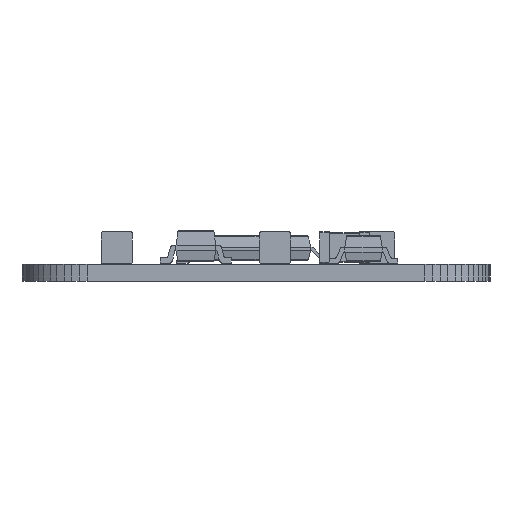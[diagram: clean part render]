
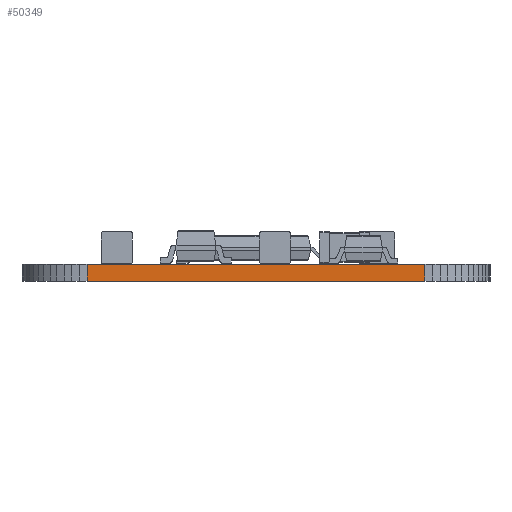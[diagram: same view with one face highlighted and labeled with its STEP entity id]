
A CAD part, front view. The second image highlights one B-rep face of the part: STEP entity #50349.
In plain terms, the highlighted planar face has unit normal (0, -1, 0).
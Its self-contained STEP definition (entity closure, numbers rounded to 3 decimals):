
#43678 = PLANE('',#43679);
#43679 = AXIS2_PLACEMENT_3D('',#43680,#43681,#43682);
#43680 = CARTESIAN_POINT('',(7.62,-13.819,0.68));
#43681 = DIRECTION('',(-0.,-0.,-1.));
#43682 = DIRECTION('',(-1.,0.,0.));
#43732 = PLANE('',#43733);
#43733 = AXIS2_PLACEMENT_3D('',#43734,#43735,#43736);
#43734 = CARTESIAN_POINT('',(7.62,-13.819,0.));
#43735 = DIRECTION('',(-0.,-0.,-1.));
#43736 = DIRECTION('',(-1.,0.,0.));
#44569 = VERTEX_POINT('',#44570);
#44570 = CARTESIAN_POINT('',(14.404,-30.554,0.));
#44584 = PLANE('',#44585);
#44585 = AXIS2_PLACEMENT_3D('',#44586,#44587,#44588);
#44586 = CARTESIAN_POINT('',(14.719,-30.535,0.));
#44587 = DIRECTION('',(0.06,-0.998,0.));
#44588 = DIRECTION('',(-0.998,-0.06,0.));
#44596 = EDGE_CURVE('',#44569,#44597,#44599,.T.);
#44597 = VERTEX_POINT('',#44598);
#44598 = CARTESIAN_POINT('',(0.836,-30.554,0.));
#44599 = SURFACE_CURVE('',#44600,(#44604,#44611),.PCURVE_S1.);
#44600 = LINE('',#44601,#44602);
#44601 = CARTESIAN_POINT('',(14.404,-30.554,0.));
#44602 = VECTOR('',#44603,1.);
#44603 = DIRECTION('',(-1.,0.,0.));
#44604 = PCURVE('',#43732,#44605);
#44605 = DEFINITIONAL_REPRESENTATION('',(#44606),#44610);
#44606 = LINE('',#44607,#44608);
#44607 = CARTESIAN_POINT('',(-6.784,-16.735));
#44608 = VECTOR('',#44609,1.);
#44609 = DIRECTION('',(1.,0.));
#44610 = ( GEOMETRIC_REPRESENTATION_CONTEXT(2) 
PARAMETRIC_REPRESENTATION_CONTEXT() REPRESENTATION_CONTEXT('2D SPACE',''
  ) );
#44611 = PCURVE('',#44612,#44617);
#44612 = PLANE('',#44613);
#44613 = AXIS2_PLACEMENT_3D('',#44614,#44615,#44616);
#44614 = CARTESIAN_POINT('',(14.404,-30.554,0.));
#44615 = DIRECTION('',(0.,-1.,0.));
#44616 = DIRECTION('',(-1.,0.,0.));
#44617 = DEFINITIONAL_REPRESENTATION('',(#44618),#44622);
#44618 = LINE('',#44619,#44620);
#44619 = CARTESIAN_POINT('',(0.,0.));
#44620 = VECTOR('',#44621,1.);
#44621 = DIRECTION('',(1.,0.));
#44622 = ( GEOMETRIC_REPRESENTATION_CONTEXT(2) 
PARAMETRIC_REPRESENTATION_CONTEXT() REPRESENTATION_CONTEXT('2D SPACE',''
  ) );
#44640 = PLANE('',#44641);
#44641 = AXIS2_PLACEMENT_3D('',#44642,#44643,#44644);
#44642 = CARTESIAN_POINT('',(0.836,-30.554,0.));
#44643 = DIRECTION('',(-0.06,-0.998,0.));
#44644 = DIRECTION('',(-0.998,0.06,0.));
#47220 = VERTEX_POINT('',#47221);
#47221 = CARTESIAN_POINT('',(14.404,-30.554,0.68));
#47242 = EDGE_CURVE('',#47220,#47243,#47245,.T.);
#47243 = VERTEX_POINT('',#47244);
#47244 = CARTESIAN_POINT('',(0.836,-30.554,0.68));
#47245 = SURFACE_CURVE('',#47246,(#47250,#47257),.PCURVE_S1.);
#47246 = LINE('',#47247,#47248);
#47247 = CARTESIAN_POINT('',(14.404,-30.554,0.68));
#47248 = VECTOR('',#47249,1.);
#47249 = DIRECTION('',(-1.,0.,0.));
#47250 = PCURVE('',#43678,#47251);
#47251 = DEFINITIONAL_REPRESENTATION('',(#47252),#47256);
#47252 = LINE('',#47253,#47254);
#47253 = CARTESIAN_POINT('',(-6.784,-16.735));
#47254 = VECTOR('',#47255,1.);
#47255 = DIRECTION('',(1.,0.));
#47256 = ( GEOMETRIC_REPRESENTATION_CONTEXT(2) 
PARAMETRIC_REPRESENTATION_CONTEXT() REPRESENTATION_CONTEXT('2D SPACE',''
  ) );
#47257 = PCURVE('',#44612,#47258);
#47258 = DEFINITIONAL_REPRESENTATION('',(#47259),#47263);
#47259 = LINE('',#47260,#47261);
#47260 = CARTESIAN_POINT('',(0.,-0.68));
#47261 = VECTOR('',#47262,1.);
#47262 = DIRECTION('',(1.,0.));
#47263 = ( GEOMETRIC_REPRESENTATION_CONTEXT(2) 
PARAMETRIC_REPRESENTATION_CONTEXT() REPRESENTATION_CONTEXT('2D SPACE',''
  ) );
#50301 = EDGE_CURVE('',#44569,#47220,#50302,.T.);
#50302 = SURFACE_CURVE('',#50303,(#50307,#50314),.PCURVE_S1.);
#50303 = LINE('',#50304,#50305);
#50304 = CARTESIAN_POINT('',(14.404,-30.554,0.));
#50305 = VECTOR('',#50306,1.);
#50306 = DIRECTION('',(0.,0.,1.));
#50307 = PCURVE('',#44584,#50308);
#50308 = DEFINITIONAL_REPRESENTATION('',(#50309),#50313);
#50309 = LINE('',#50310,#50311);
#50310 = CARTESIAN_POINT('',(0.316,0.));
#50311 = VECTOR('',#50312,1.);
#50312 = DIRECTION('',(0.,-1.));
#50313 = ( GEOMETRIC_REPRESENTATION_CONTEXT(2) 
PARAMETRIC_REPRESENTATION_CONTEXT() REPRESENTATION_CONTEXT('2D SPACE',''
  ) );
#50314 = PCURVE('',#44612,#50315);
#50315 = DEFINITIONAL_REPRESENTATION('',(#50316),#50320);
#50316 = LINE('',#50317,#50318);
#50317 = CARTESIAN_POINT('',(0.,0.));
#50318 = VECTOR('',#50319,1.);
#50319 = DIRECTION('',(0.,-1.));
#50320 = ( GEOMETRIC_REPRESENTATION_CONTEXT(2) 
PARAMETRIC_REPRESENTATION_CONTEXT() REPRESENTATION_CONTEXT('2D SPACE',''
  ) );
#50349 = ADVANCED_FACE('',(#50350),#44612,.T.);
#50350 = FACE_BOUND('',#50351,.T.);
#50351 = EDGE_LOOP('',(#50352,#50353,#50354,#50375));
#50352 = ORIENTED_EDGE('',*,*,#50301,.T.);
#50353 = ORIENTED_EDGE('',*,*,#47242,.T.);
#50354 = ORIENTED_EDGE('',*,*,#50355,.F.);
#50355 = EDGE_CURVE('',#44597,#47243,#50356,.T.);
#50356 = SURFACE_CURVE('',#50357,(#50361,#50368),.PCURVE_S1.);
#50357 = LINE('',#50358,#50359);
#50358 = CARTESIAN_POINT('',(0.836,-30.554,0.));
#50359 = VECTOR('',#50360,1.);
#50360 = DIRECTION('',(0.,0.,1.));
#50361 = PCURVE('',#44612,#50362);
#50362 = DEFINITIONAL_REPRESENTATION('',(#50363),#50367);
#50363 = LINE('',#50364,#50365);
#50364 = CARTESIAN_POINT('',(13.569,0.));
#50365 = VECTOR('',#50366,1.);
#50366 = DIRECTION('',(0.,-1.));
#50367 = ( GEOMETRIC_REPRESENTATION_CONTEXT(2) 
PARAMETRIC_REPRESENTATION_CONTEXT() REPRESENTATION_CONTEXT('2D SPACE',''
  ) );
#50368 = PCURVE('',#44640,#50369);
#50369 = DEFINITIONAL_REPRESENTATION('',(#50370),#50374);
#50370 = LINE('',#50371,#50372);
#50371 = CARTESIAN_POINT('',(0.,0.));
#50372 = VECTOR('',#50373,1.);
#50373 = DIRECTION('',(0.,-1.));
#50374 = ( GEOMETRIC_REPRESENTATION_CONTEXT(2) 
PARAMETRIC_REPRESENTATION_CONTEXT() REPRESENTATION_CONTEXT('2D SPACE',''
  ) );
#50375 = ORIENTED_EDGE('',*,*,#44596,.F.);
